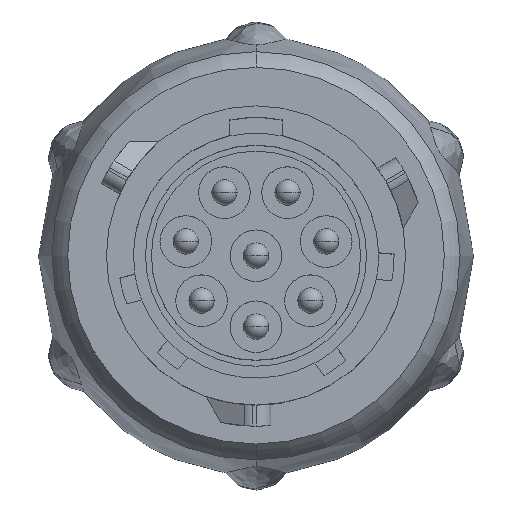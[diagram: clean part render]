
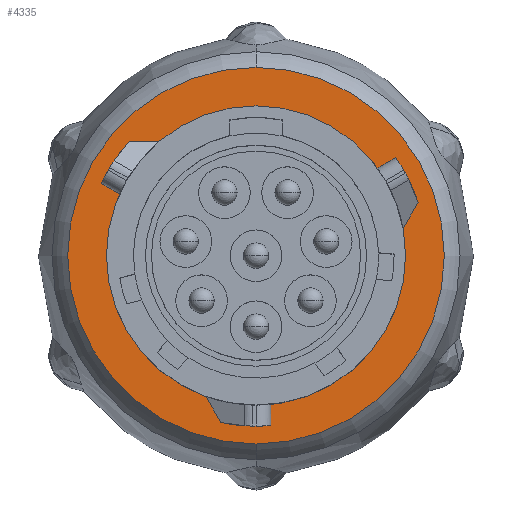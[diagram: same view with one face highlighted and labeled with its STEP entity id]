
A CAD part, top view. The second image highlights one B-rep face of the part: STEP entity #4335.
In plain terms, the highlighted planar face has unit normal (0, 0, 1).
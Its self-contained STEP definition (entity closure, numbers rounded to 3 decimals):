
#209=CARTESIAN_POINT('',(0.,0.,4.3));
#210=DIRECTION('',(0.,0.,1.));
#211=DIRECTION('',(0.,1.,0.));
#212=AXIS2_PLACEMENT_3D('',#209,#210,#211);
#387=CARTESIAN_POINT('',(0.,0.,4.3));
#388=DIRECTION('',(0.,0.,-1.));
#389=DIRECTION('',(0.,1.,0.));
#390=AXIS2_PLACEMENT_3D('',#387,#388,#389);
#497=CARTESIAN_POINT('',(0.,0.,4.3));
#498=DIRECTION('',(0.,0.,1.));
#499=DIRECTION('',(0.,1.,0.));
#500=AXIS2_PLACEMENT_3D('',#497,#498,#499);
#502=CARTESIAN_POINT('',(0.,0.,4.3));
#503=DIRECTION('',(0.,0.,-1.));
#504=DIRECTION('',(0.,1.,0.));
#505=AXIS2_PLACEMENT_3D('',#502,#503,#504);
#3398=CARTESIAN_POINT('',(0.,11.935,4.3));
#3400=VERTEX_POINT('',#3398);
#3406=CARTESIAN_POINT('',(0.,-11.935,4.3));
#3408=VERTEX_POINT('',#3406);
#3579=CARTESIAN_POINT('',(0.,9.48,4.3));
#3581=VERTEX_POINT('',#3579);
#3585=CARTESIAN_POINT('',(0.,-9.48,4.3));
#3586=VERTEX_POINT('',#3585);
#4320=CARTESIAN_POINT('',(0.,0.,4.3));
#4321=DIRECTION('',(0.,0.,-1.));
#4322=DIRECTION('',(0.,-1.,0.));
#4323=AXIS2_PLACEMENT_3D('',#4320,#4321,#4322);
#4324=PLANE('',#4323);
#4326=ORIENTED_EDGE('',*,*,#4325,.F.);
#4328=ORIENTED_EDGE('',*,*,#4327,.T.);
#4329=EDGE_LOOP('',(#4326,#4328));
#4330=FACE_OUTER_BOUND('',#4329,.F.);
#4331=ORIENTED_EDGE('',*,*,#3996,.T.);
#4332=ORIENTED_EDGE('',*,*,#4209,.F.);
#4333=EDGE_LOOP('',(#4331,#4332));
#4334=FACE_BOUND('',#4333,.F.);
#4335=ADVANCED_FACE('',(#4330,#4334),#4324,.F.);
#213=CIRCLE('',#212,9.48);
#391=CIRCLE('',#390,9.48);
#501=CIRCLE('',#500,11.935);
#506=CIRCLE('',#505,11.935);
#3996=EDGE_CURVE('',#3581,#3586,#213,.T.);
#4209=EDGE_CURVE('',#3581,#3586,#391,.T.);
#4325=EDGE_CURVE('',#3400,#3408,#501,.T.);
#4327=EDGE_CURVE('',#3400,#3408,#506,.T.);
